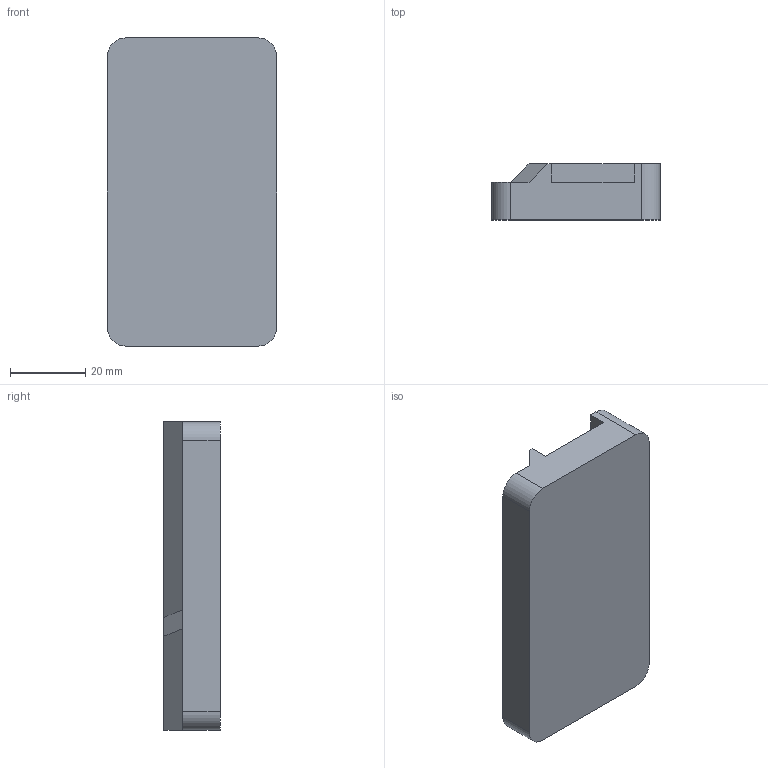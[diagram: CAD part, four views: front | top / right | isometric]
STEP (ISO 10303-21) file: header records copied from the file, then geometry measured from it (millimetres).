
FILE_DESCRIPTION(/* description */ (''),/* implementation_level */ '2;1');
FILE_NAME(/* name */ 'APM.stp',/* time_stamp */ '2020-03-15T10:57:39+08:00',/* author */ ('Pulag'),/* organization */ (''),/* preprocessor_version */ 'ST-DEVELOPER v17',/* originating_system */ 'Autodesk Inventor 2019',/* authorisation */ '');
FILE_SCHEMA (('AUTOMOTIVE_DESIGN { 1 0 10303 214 3 1 1 }'));
Length unit declared in the file: millimetre
Products named in the file (1): APM
Bounding box: 45 x 15 x 82 mm (x, y, z)
Volume: 47755.2 mm3; surface area: 11124.6 mm2
Topology: 1 solids, 1 shells, 23 faces, 62 edges, 41 vertices
Faces by surface type: plane 19, cylinder 4
Entity records: 755 total; most frequent: CARTESIAN_POINT 127, ORIENTED_EDGE 124, DIRECTION 118, EDGE_CURVE 62, LINE 54, VECTOR 54, VERTEX_POINT 41, AXIS2_PLACEMENT_3D 32
